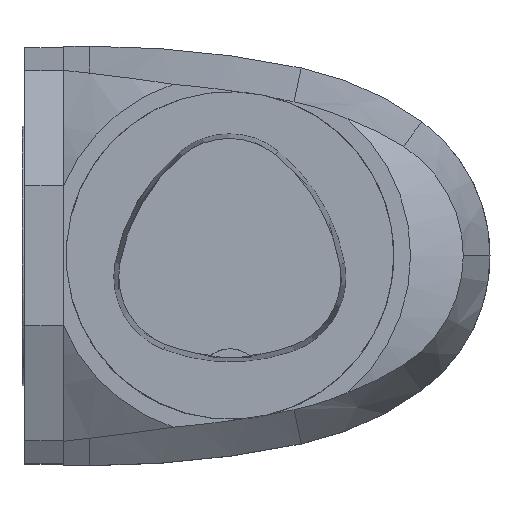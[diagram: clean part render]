
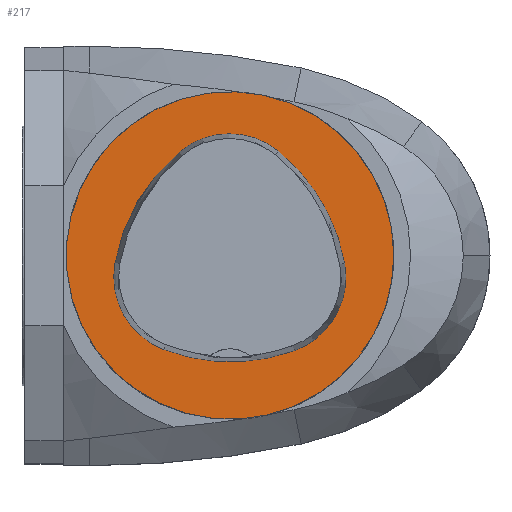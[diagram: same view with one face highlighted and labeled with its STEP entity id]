
A CAD part, top view. The second image highlights one B-rep face of the part: STEP entity #217.
In plain terms, the highlighted planar face has unit normal (0, 0, 1).
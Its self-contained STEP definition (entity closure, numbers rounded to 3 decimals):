
#142=CIRCLE('',#1380,31.5);
#145=CIRCLE('',#1388,36.);
#147=CIRCLE('',#1391,15.);
#149=CIRCLE('',#1394,36.);
#151=CIRCLE('',#1397,15.);
#154=CIRCLE('',#1401,36.);
#157=CIRCLE('',#1405,15.);
#217=ADVANCED_FACE('',(#338,#339),#289,.T.);
#289=PLANE('',#1410);
#338=FACE_BOUND('',#365,.T.);
#339=FACE_BOUND('',#366,.T.);
#365=EDGE_LOOP('',(#552,#553,#554,#555,#556,#557));
#366=EDGE_LOOP('',(#558));
#552=ORIENTED_EDGE('',*,*,#1035,.F.);
#553=ORIENTED_EDGE('',*,*,#1030,.F.);
#554=ORIENTED_EDGE('',*,*,#1025,.F.);
#555=ORIENTED_EDGE('',*,*,#1022,.F.);
#556=ORIENTED_EDGE('',*,*,#1019,.F.);
#557=ORIENTED_EDGE('',*,*,#1015,.F.);
#558=ORIENTED_EDGE('',*,*,#1002,.T.);
#879=VERTEX_POINT('',#1977);
#892=VERTEX_POINT('',#2010);
#893=VERTEX_POINT('',#2011);
#896=VERTEX_POINT('',#2019);
#898=VERTEX_POINT('',#2025);
#900=VERTEX_POINT('',#2031);
#904=VERTEX_POINT('',#2044);
#1002=EDGE_CURVE('',#879,#879,#142,.T.);
#1015=EDGE_CURVE('',#892,#893,#145,.T.);
#1019=EDGE_CURVE('',#893,#896,#147,.T.);
#1022=EDGE_CURVE('',#896,#898,#149,.T.);
#1025=EDGE_CURVE('',#898,#900,#151,.T.);
#1030=EDGE_CURVE('',#900,#904,#154,.T.);
#1035=EDGE_CURVE('',#904,#892,#157,.T.);
#1380=AXIS2_PLACEMENT_3D('',#1976,#1560,#1561);
#1388=AXIS2_PLACEMENT_3D('',#2009,#1580,#1581);
#1391=AXIS2_PLACEMENT_3D('',#2018,#1588,#1589);
#1394=AXIS2_PLACEMENT_3D('',#2024,#1595,#1596);
#1397=AXIS2_PLACEMENT_3D('',#2030,#1602,#1603);
#1401=AXIS2_PLACEMENT_3D('',#2043,#1611,#1612);
#1405=AXIS2_PLACEMENT_3D('',#2056,#1620,#1621);
#1410=AXIS2_PLACEMENT_3D('',#2061,#1630,#1631);
#1560=DIRECTION('',(0.,0.,1.));
#1561=DIRECTION('',(1.,0.,0.));
#1580=DIRECTION('',(0.,0.,1.));
#1581=DIRECTION('',(1.,0.,0.));
#1588=DIRECTION('',(0.,0.,1.));
#1589=DIRECTION('',(1.,0.,0.));
#1595=DIRECTION('',(0.,0.,1.));
#1596=DIRECTION('',(1.,0.,0.));
#1602=DIRECTION('',(0.,0.,1.));
#1603=DIRECTION('',(1.,0.,0.));
#1611=DIRECTION('',(0.,0.,1.));
#1612=DIRECTION('',(1.,0.,0.));
#1620=DIRECTION('',(0.,0.,1.));
#1621=DIRECTION('',(1.,0.,0.));
#1630=DIRECTION('',(0.,0.,1.));
#1631=DIRECTION('',(1.,0.,0.));
#1976=CARTESIAN_POINT('',(0.,0.,0.));
#1977=CARTESIAN_POINT('',(31.5,0.,0.));
#2009=CARTESIAN_POINT('',(-13.398,-7.893,0.));
#2010=CARTESIAN_POINT('',(22.041,-1.562,0.));
#2011=CARTESIAN_POINT('',(9.317,20.036,0.));
#2018=CARTESIAN_POINT('',(-0.148,8.399,0.));
#2019=CARTESIAN_POINT('',(-9.779,19.898,0.));
#2024=CARTESIAN_POINT('',(13.337,-7.7,0.));
#2025=CARTESIAN_POINT('',(-22.122,-1.48,0.));
#2030=CARTESIAN_POINT('',(-7.347,-4.071,0.));
#2031=CARTESIAN_POINT('',(-12.693,-18.087,0.));
#2043=CARTESIAN_POINT('',(0.137,15.55,0.));
#2044=CARTESIAN_POINT('',(12.373,-18.307,0.));
#2056=CARTESIAN_POINT('',(7.275,-4.2,0.));
#2061=CARTESIAN_POINT('',(0.,0.,0.));
